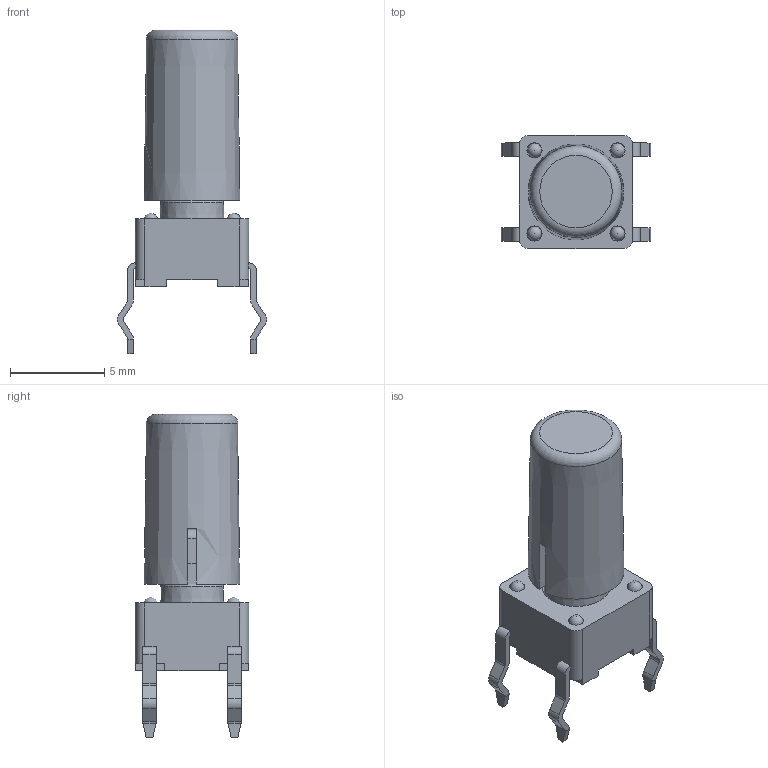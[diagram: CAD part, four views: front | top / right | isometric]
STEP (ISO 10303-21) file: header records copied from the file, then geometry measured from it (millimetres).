
FILE_DESCRIPTION((' '),'2;1');
FILE_NAME('TL1105SPFxxxx1Rxxx.stp','2017-07-20T14:29:37',(' '),(' '),' ','ACIS',' ');
FILE_SCHEMA(('CONFIG_CONTROL_DESIGN'));
Length unit declared in the file: inch
Products named in the file (3): TL1105SPFxxxx1Rxxx.stp; Body1; Body2
Assembly tree (2 placements, depth 2):
  TL1105SPFxxxx1Rxxx.stp
    Body1
    Body2
Bounding box: 7.89 x 6 x 17.15 mm (x, y, z)
Volume: 229.9 mm3; surface area: 677.8 mm2
Topology: 2 solids, 3 shells, 280 faces, 774 edges, 501 vertices
Faces by surface type: plane 193, cylinder 75, sphere 6, cone 3, torus 2, bspline 1
Full cylindrical faces by diameter (mm): 0.75 x4, 0.8 x4, 1 x1, 3.6 x1, 5 x1
Entity records: 9060 total; most frequent: CARTESIAN_POINT 1577, ORIENTED_EDGE 1474, DIRECTION 1456, EDGE_CURVE 737, VECTOR 566, LINE 566, VERTEX_POINT 487, AXIS2_PLACEMENT_3D 445
